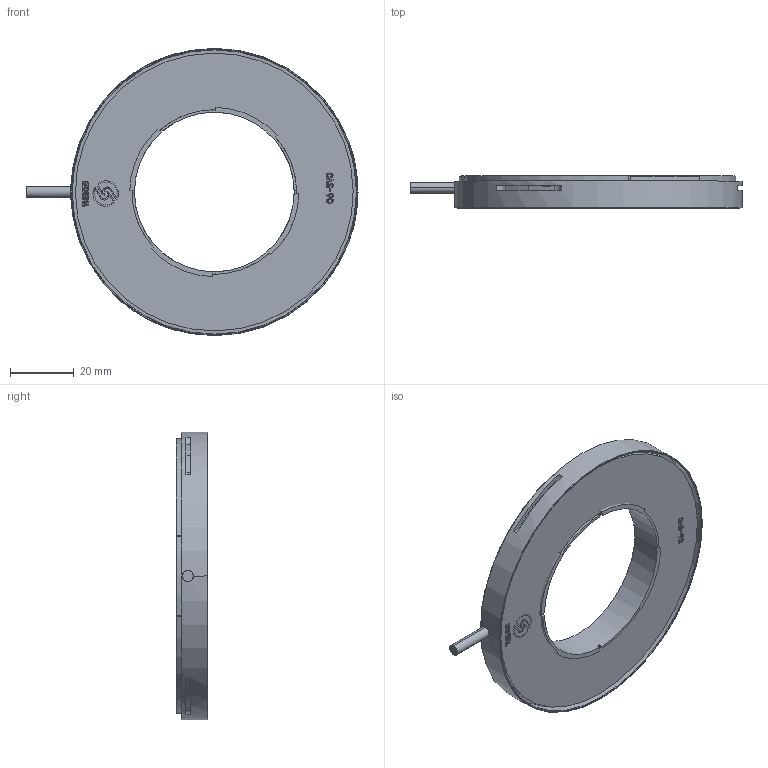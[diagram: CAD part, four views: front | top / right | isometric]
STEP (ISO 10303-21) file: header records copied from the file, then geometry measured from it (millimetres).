
FILE_DESCRIPTION (( 'STEP AP214' ), '1' );
FILE_NAME ('CAS90 20230927.STEP', '2023-09-27T05:12:30', ( '' ), ( '' ), 'SwSTEP 2.0', 'SolidWorks 2018', '' );
FILE_SCHEMA (( 'AUTOMOTIVE_DESIGN' ));
Length unit declared in the file: millimetre
Products named in the file (1): CAS90 20230927
Bounding box: 103.97 x 10 x 90 mm (x, y, z)
Volume: 33512.6 mm3; surface area: 28802.6 mm2
Topology: 3 solids, 4 shells, 2455 faces, 6944 edges, 4627 vertices
Faces by surface type: plane 1386, cylinder 967, bspline 85, cone 17
Entity records: 111560 total; most frequent: CARTESIAN_POINT 19469, ORIENTED_EDGE 13890, DIRECTION 13468, EDGE_CURVE 6945, VECTOR 4752, LINE 4752, VERTEX_POINT 4628, AXIS2_PLACEMENT_3D 4358
